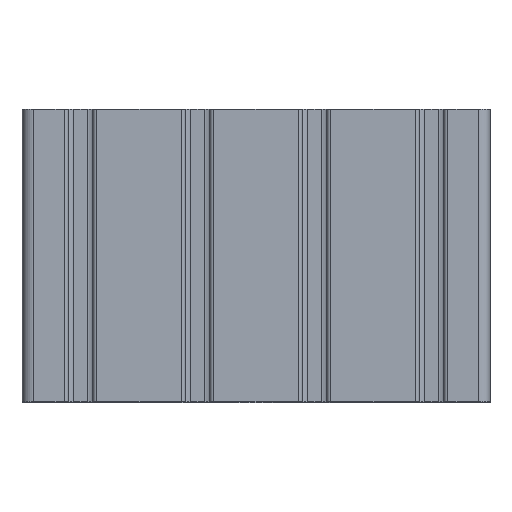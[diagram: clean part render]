
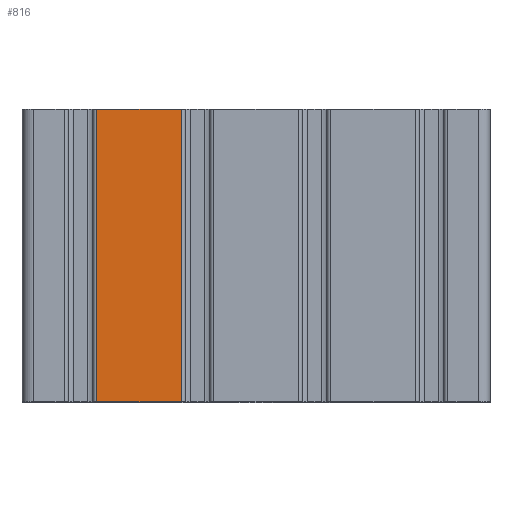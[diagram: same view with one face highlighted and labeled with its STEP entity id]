
A CAD part, top view. The second image highlights one B-rep face of the part: STEP entity #816.
In plain terms, the highlighted planar face has unit normal (0, 0, 1).
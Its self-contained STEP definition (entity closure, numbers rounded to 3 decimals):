
#816 = ADVANCED_FACE( '', ( #1897 ), #1898, .T. );
#1897 = FACE_OUTER_BOUND( '', #3216, .T. );
#1898 = PLANE( '', #3217 );
#3216 = EDGE_LOOP( '', ( #6249, #6250, #6251, #6252 ) );
#3217 = AXIS2_PLACEMENT_3D( '', #6253, #6254, #6255 );
#6249 = ORIENTED_EDGE( '', *, *, #9439, .F. );
#6250 = ORIENTED_EDGE( '', *, *, #9203, .F. );
#6251 = ORIENTED_EDGE( '', *, *, #8438, .T. );
#6252 = ORIENTED_EDGE( '', *, *, #9498, .T. );
#6253 = CARTESIAN_POINT( '', ( -54.4, 100., 80. ) );
#6254 = DIRECTION( '', ( 0., 0., 1. ) );
#6255 = DIRECTION( '', ( 1., 0., 0. ) );
#8438 = EDGE_CURVE( '', #10341, #10339, #10342, .T. );
#9203 = EDGE_CURVE( '', #10341, #11584, #11587, .T. );
#9439 = EDGE_CURVE( '', #11584, #11945, #11946, .T. );
#9498 = EDGE_CURVE( '', #10339, #11945, #12036, .T. );
#10339 = VERTEX_POINT( '', #12995 );
#10341 = VERTEX_POINT( '', #12997 );
#10342 = LINE( '', #12998, #12999 );
#11584 = VERTEX_POINT( '', #14603 );
#11587 = LINE( '', #14607, #14608 );
#11945 = VERTEX_POINT( '', #15051 );
#11946 = LINE( '', #15052, #15053 );
#12036 = LINE( '', #15162, #15163 );
#12995 = CARTESIAN_POINT( '', ( -54.4, 100., 80. ) );
#12997 = CARTESIAN_POINT( '', ( -25.6, 100., 80. ) );
#12998 = CARTESIAN_POINT( '', ( -54.4, 100., 80. ) );
#12999 = VECTOR( '', #16092, 1000. );
#14603 = CARTESIAN_POINT( '', ( -25.6, 0., 80. ) );
#14607 = CARTESIAN_POINT( '', ( -25.6, 100., 80. ) );
#14608 = VECTOR( '', #17269, 1000. );
#15051 = CARTESIAN_POINT( '', ( -54.4, 0., 80. ) );
#15052 = CARTESIAN_POINT( '', ( -54.4, 0., 80. ) );
#15053 = VECTOR( '', #17754, 1000. );
#15162 = CARTESIAN_POINT( '', ( -54.4, 100., 80. ) );
#15163 = VECTOR( '', #17888, 1000. );
#16092 = DIRECTION( '', ( -1., 0., 0. ) );
#17269 = DIRECTION( '', ( 0., -1., 0. ) );
#17754 = DIRECTION( '', ( -1., 0., 0. ) );
#17888 = DIRECTION( '', ( 0., -1., 0. ) );
